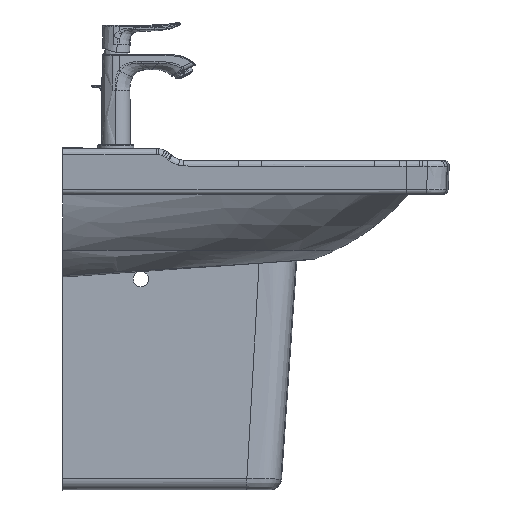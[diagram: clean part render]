
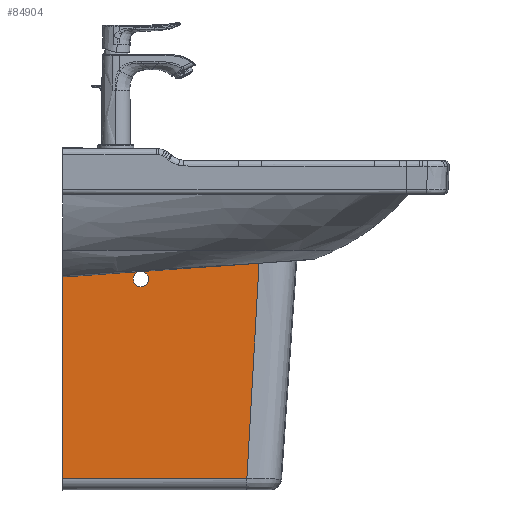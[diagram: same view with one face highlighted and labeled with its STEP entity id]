
A CAD part, front view. The second image highlights one B-rep face of the part: STEP entity #84904.
In plain terms, the highlighted planar face has unit normal (0.037, -0.999, -0.013).
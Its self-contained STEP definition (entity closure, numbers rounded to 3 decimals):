
#79471=CARTESIAN_POINT('',(235.68,-72.625,-285.196));
#79472=VERTEX_POINT('',#79471);
#79539=CARTESIAN_POINT('',(0.,-81.267,-285.196));
#79540=VERTEX_POINT('',#79539);
#79541=CARTESIAN_POINT('',(0.,-81.267,-285.196));
#79542=DIRECTION('',(0.999,0.037,0.));
#79543=VECTOR('',#79542,235.839);
#79544=LINE('',#79541,#79543);
#79545=EDGE_CURVE('',#79540,#79472,#79544,.T.);
#79639=CARTESIAN_POINT('',(251.831,-75.766,0.));
#79640=VERTEX_POINT('',#79639);
#79641=CARTESIAN_POINT('',(251.831,-75.766,0.));
#79642=DIRECTION('',(-0.057,0.011,-0.998));
#79643=VECTOR('',#79642,285.67);
#79644=LINE('',#79641,#79643);
#79645=EDGE_CURVE('',#79640,#79472,#79644,.T.);
#83436=CARTESIAN_POINT('',(0.,-85.,0.));
#83437=VERTEX_POINT('',#83436);
#83438=CARTESIAN_POINT('',(0.0,-81.267,-285.196));
#83439=DIRECTION('',(0.0,-0.013,1.));
#83440=VECTOR('',#83439,285.221);
#83441=LINE('',#83438,#83440);
#83442=EDGE_CURVE('',#79540,#83437,#83441,.T.);
#83468=CARTESIAN_POINT('',(251.831,-75.766,0.0));
#83469=DIRECTION('',(-0.999,-0.037,0.0));
#83470=VECTOR('',#83469,252.);
#83471=LINE('',#83468,#83470);
#83472=EDGE_CURVE('',#79640,#83437,#83471,.T.);
#84882=CARTESIAN_POINT('',(117.142,-78.741,-150.));
#84883=DIRECTION('',(0.037,-0.999,-0.013));
#84884=DIRECTION('',(0.0,0.013,-1.));
#84885=AXIS2_PLACEMENT_3D('',#84882,#84883,#84884);
#84886=PLANE('',#84885);
#84887=ORIENTED_EDGE('',*,*,#83442,.F.);
#84888=ORIENTED_EDGE('',*,*,#79545,.T.);
#84889=ORIENTED_EDGE('',*,*,#79645,.F.);
#84890=ORIENTED_EDGE('',*,*,#83472,.T.);
#84891=EDGE_LOOP('',(#84887,#84888,#84889,#84890));
#84892=FACE_OUTER_BOUND('',#84891,.T.);
#84893=CARTESIAN_POINT('',(90.0,-81.307,-30.0));
#84894=VERTEX_POINT('',#84893);
#84895=CARTESIAN_POINT('',(100.0,-80.94,-30.0));
#84896=DIRECTION('',(-0.037,0.999,0.013));
#84897=DIRECTION('',(-0.941,-0.039,0.336));
#84898=AXIS2_PLACEMENT_3D('',#84895,#84896,#84897);
#84899=ELLIPSE('',#84898,10.008,10.0);
#84900=EDGE_CURVE('',#84894,#84894,#84899,.T.);
#84901=ORIENTED_EDGE('',*,*,#84900,.T.);
#84902=EDGE_LOOP('',(#84901));
#84903=FACE_BOUND('',#84902,.T.);
#84904=ADVANCED_FACE('',(#84892,#84903),#84886,.T.);
